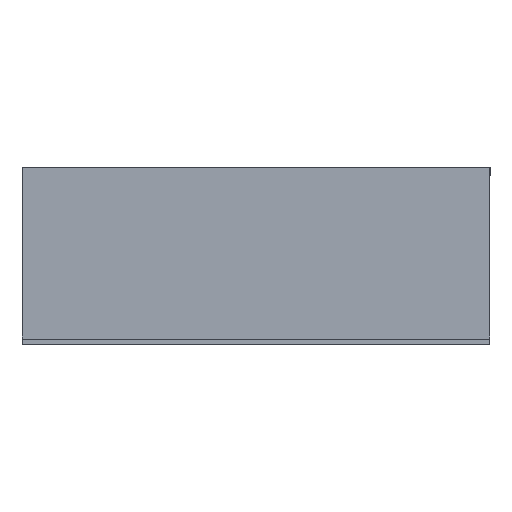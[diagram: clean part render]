
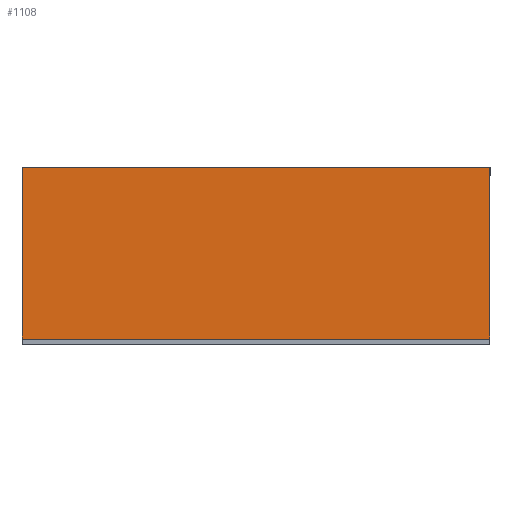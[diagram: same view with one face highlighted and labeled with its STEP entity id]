
A CAD part, front view. The second image highlights one B-rep face of the part: STEP entity #1108.
In plain terms, the highlighted face is planar.
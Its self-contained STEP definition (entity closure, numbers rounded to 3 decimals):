
#7 = LINE ( 'NONE', #642, #356 ) ;
#14 = ORIENTED_EDGE ( 'NONE', *, *, #284, .F. ) ;
#24 = VECTOR ( 'NONE', #329, 1000. ) ;
#74 = PLANE ( 'NONE',  #664 ) ;
#105 = DIRECTION ( 'NONE',  ( 0., 0., -1. ) ) ;
#133 = VERTEX_POINT ( 'NONE', #307 ) ;
#236 = CARTESIAN_POINT ( 'NONE',  ( 3., 100., -265. ) ) ;
#251 = ORIENTED_EDGE ( 'NONE', *, *, #705, .T. ) ;
#254 = LINE ( 'NONE', #236, #24 ) ;
#284 = EDGE_CURVE ( 'NONE', #1049, #355, #445, .T. ) ;
#287 = LINE ( 'NONE', #997, #410 ) ;
#288 = EDGE_LOOP ( 'NONE', ( #14, #824, #350, #251 ) ) ;
#307 = CARTESIAN_POINT ( 'NONE',  ( 3., 100., -265. ) ) ;
#329 = DIRECTION ( 'NONE',  ( 0., -1., 0. ) ) ;
#350 = ORIENTED_EDGE ( 'NONE', *, *, #704, .F. ) ;
#355 = VERTEX_POINT ( 'NONE', #656 ) ;
#356 = VECTOR ( 'NONE', #105, 1000. ) ;
#409 = VECTOR ( 'NONE', #821, 1000. ) ;
#410 = VECTOR ( 'NONE', #452, 1000. ) ;
#421 = FACE_OUTER_BOUND ( 'NONE', #288, .T. ) ;
#428 = CARTESIAN_POINT ( 'NONE',  ( 3., 0., 0. ) ) ;
#445 = LINE ( 'NONE', #1005, #409 ) ;
#452 = DIRECTION ( 'NONE',  ( 0., -1., 0. ) ) ;
#493 = VERTEX_POINT ( 'NONE', #723 ) ;
#517 = CARTESIAN_POINT ( 'NONE',  ( 3., -94., -265. ) ) ;
#642 = CARTESIAN_POINT ( 'NONE',  ( 3., 100., 265. ) ) ;
#656 = CARTESIAN_POINT ( 'NONE',  ( 3., -94., 265. ) ) ;
#664 = AXIS2_PLACEMENT_3D ( 'NONE', #428, #797, #691 ) ;
#691 = DIRECTION ( 'NONE',  ( 0., 0., -1. ) ) ;
#704 = EDGE_CURVE ( 'NONE', #493, #133, #7, .T. ) ;
#705 = EDGE_CURVE ( 'NONE', #493, #355, #287, .T. ) ;
#723 = CARTESIAN_POINT ( 'NONE',  ( 3., 100., 265. ) ) ;
#797 = DIRECTION ( 'NONE',  ( 1., 0., 0. ) ) ;
#821 = DIRECTION ( 'NONE',  ( 0., 0., 1. ) ) ;
#824 = ORIENTED_EDGE ( 'NONE', *, *, #866, .F. ) ;
#866 = EDGE_CURVE ( 'NONE', #133, #1049, #254, .T. ) ;
#997 = CARTESIAN_POINT ( 'NONE',  ( 3., 100., 265. ) ) ;
#1005 = CARTESIAN_POINT ( 'NONE',  ( 3., -94., 265. ) ) ;
#1049 = VERTEX_POINT ( 'NONE', #517 ) ;
#1108 = ADVANCED_FACE ( 'NONE', ( #421 ), #74, .T. ) ;
